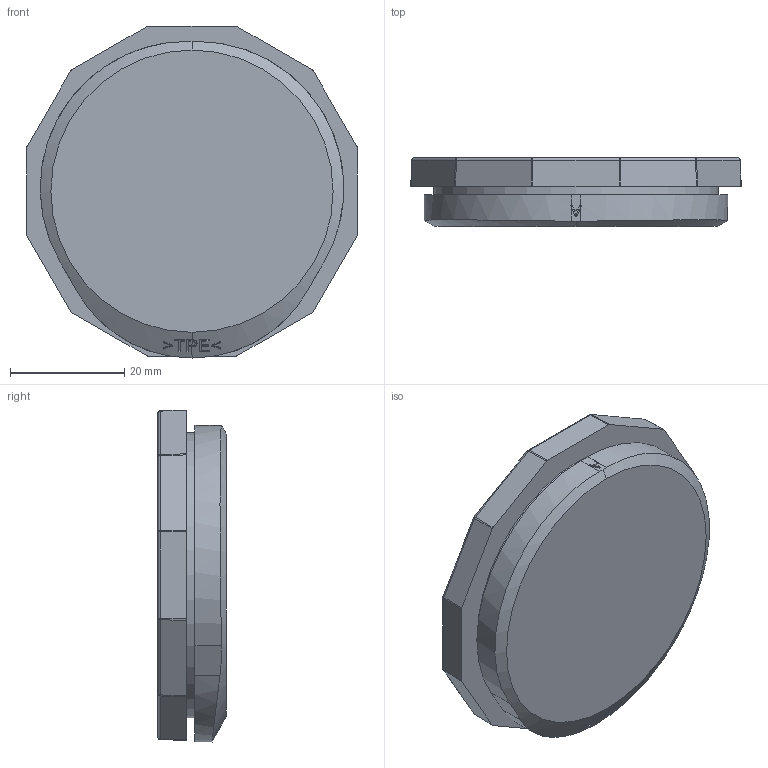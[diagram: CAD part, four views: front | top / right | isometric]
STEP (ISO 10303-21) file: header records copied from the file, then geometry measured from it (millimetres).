
FILE_DESCRIPTION(/* description */ (''),/* implementation_level */ '2;1');
FILE_NAME(/* name */ '28829_6_KES-E-R50_9-A.stp',/* time_stamp */ '2020-04-09T12:31:29+02:00',/* author */ (''),/* organization */ (''),/* preprocessor_version */ 'ST-DEVELOPER v16.7',/* originating_system */ 'SIEMENS PLM Software NX 12.0',/* authorisation */ '');
FILE_SCHEMA (('AUTOMOTIVE_DESIGN { 1 0 10303 214 3 1 1 1 }'));
Length unit declared in the file: millimetre
Products named in the file (1): 28829_6_KES-E-R50_9-A
Bounding box: 57.93 x 12.04 x 58.21 mm (x, y, z)
Volume: 28492.5 mm3; surface area: 8009.9 mm2
Topology: 1 solids, 1 shells, 614 faces, 1647 edges, 1021 vertices
Faces by surface type: plane 370, bspline 89, sphere 60, cylinder 28, torus 27, revolution 18, extrusion 12, cone 10
Full cylindrical faces by diameter (mm): 50 x1
Entity records: 25441 total; most frequent: CARTESIAN_POINT 11161, ORIENTED_EDGE 3172, DIRECTION 2559, EDGE_CURVE 1586, VERTEX_POINT 1021, VECTOR 989, LINE 977, AXIS2_PLACEMENT_3D 776
